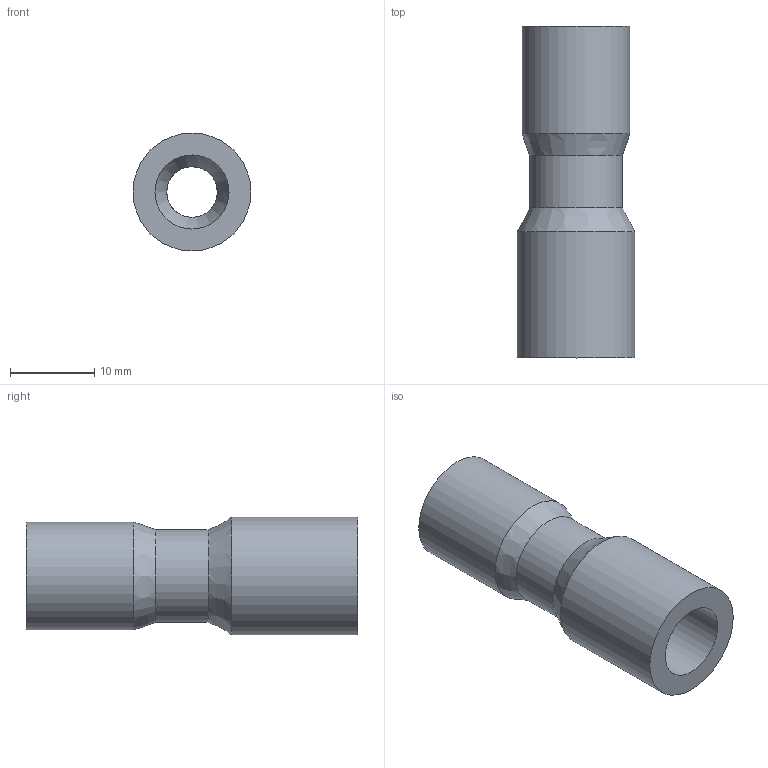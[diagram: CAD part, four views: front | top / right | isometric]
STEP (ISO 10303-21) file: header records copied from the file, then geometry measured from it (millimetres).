
FILE_DESCRIPTION(/* description */ (''),/* implementation_level */ '2;1');
FILE_NAME(/* name */ 'Pieza2.stp',/* time_stamp */ '2025-09-18T13:09:17-05:00',/* author */ ('crist'),/* organization */ (''),/* preprocessor_version */ 'ST-DEVELOPER v20.1',/* originating_system */ 'Autodesk Inventor 2026',/* authorisation */ '');
FILE_SCHEMA (('AUTOMOTIVE_DESIGN { 1 0 10303 214 3 1 1 }'));
Length unit declared in the file: millimetre
Products named in the file (1): Pieza2
Bounding box: 14 x 39.4 x 14 mm (x, y, z)
Volume: 3452 mm3; surface area: 2725.4 mm2
Topology: 1 solids, 1 shells, 12 faces, 26 edges, 16 vertices
Faces by surface type: cylinder 6, bspline 3, plane 2, cone 1
Full cylindrical faces by diameter (mm): 6 x1, 6.6 x1, 8.8 x1, 11 x1, 12.8 x1, 14 x1
Entity records: 559 total; most frequent: CARTESIAN_POINT 251, DIRECTION 57, ORIENTED_EDGE 52, EDGE_CURVE 26, AXIS2_PLACEMENT_3D 25, VERTEX_POINT 16, CIRCLE 15, EDGE_LOOP 14
